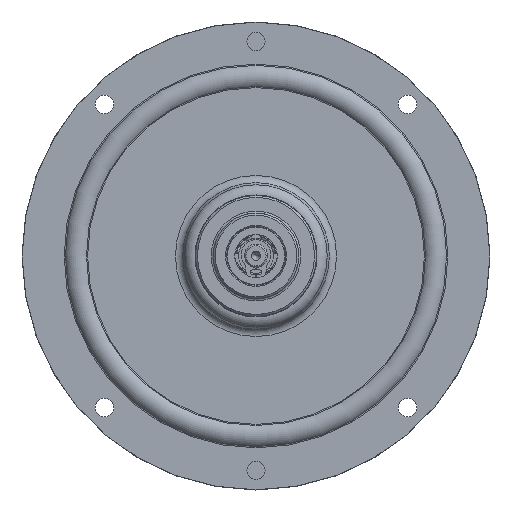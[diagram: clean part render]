
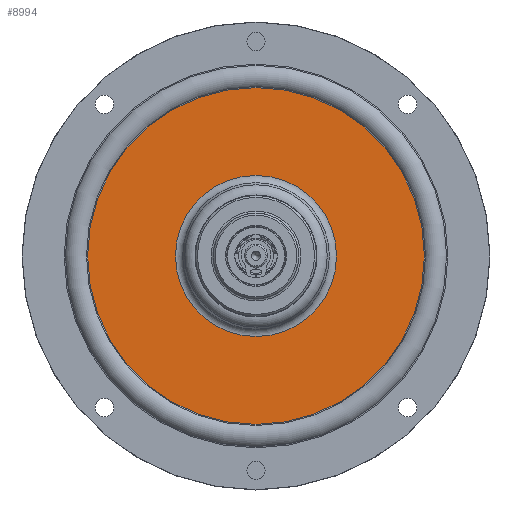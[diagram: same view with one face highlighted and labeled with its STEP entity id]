
A CAD part, top view. The second image highlights one B-rep face of the part: STEP entity #8994.
In plain terms, the highlighted planar face has unit normal (0, 0, 1).
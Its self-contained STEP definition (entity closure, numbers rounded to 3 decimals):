
#1298 = AXIS2_PLACEMENT_3D ( 'NONE', #11899, #14601, #23683 ) ;
#2234 = FACE_OUTER_BOUND ( 'NONE', #11105, .T. ) ;
#4649 = EDGE_LOOP ( 'NONE', ( #9760 ) ) ;
#6613 = DIRECTION ( 'NONE',  ( 0., 0., -1. ) ) ;
#7651 = EDGE_CURVE ( 'NONE', #30600, #30600, #34028, .T. ) ;
#8994 = ADVANCED_FACE ( 'NONE', ( #23101, #2234 ), #38293, .T. ) ;
#9760 = ORIENTED_EDGE ( 'NONE', *, *, #19217, .T. ) ;
#11105 = EDGE_LOOP ( 'NONE', ( #11859 ) ) ;
#11859 = ORIENTED_EDGE ( 'NONE', *, *, #7651, .F. ) ;
#11899 = CARTESIAN_POINT ( 'NONE',  ( 0., 43.183, 2.11 ) ) ;
#13366 = DIRECTION ( 'NONE',  ( -1., 0., 0. ) ) ;
#13580 = CARTESIAN_POINT ( 'NONE',  ( -43.183, 0., 2.11 ) ) ;
#14601 = DIRECTION ( 'NONE',  ( 0., 0., 1. ) ) ;
#16247 = DIRECTION ( 'NONE',  ( 0., 0., -1. ) ) ;
#19217 = EDGE_CURVE ( 'NONE', #25927, #25927, #30749, .T. ) ;
#19727 = CARTESIAN_POINT ( 'NONE',  ( -20.65, 0., 2.11 ) ) ;
#20202 = AXIS2_PLACEMENT_3D ( 'NONE', #33123, #6613, #21673 ) ;
#21673 = DIRECTION ( 'NONE',  ( -1., 0., 0. ) ) ;
#23101 = FACE_BOUND ( 'NONE', #4649, .T. ) ;
#23683 = DIRECTION ( 'NONE',  ( 1., 0., 0. ) ) ;
#25927 = VERTEX_POINT ( 'NONE', #19727 ) ;
#30600 = VERTEX_POINT ( 'NONE', #13580 ) ;
#30749 = CIRCLE ( 'NONE', #20202, 20.65 ) ;
#30972 = CARTESIAN_POINT ( 'NONE',  ( 0., 0., 2.11 ) ) ;
#33123 = CARTESIAN_POINT ( 'NONE',  ( 0., 0., 2.11 ) ) ;
#33388 = AXIS2_PLACEMENT_3D ( 'NONE', #30972, #16247, #13366 ) ;
#34028 = CIRCLE ( 'NONE', #33388, 43.183 ) ;
#38293 = PLANE ( 'NONE',  #1298 ) ;
